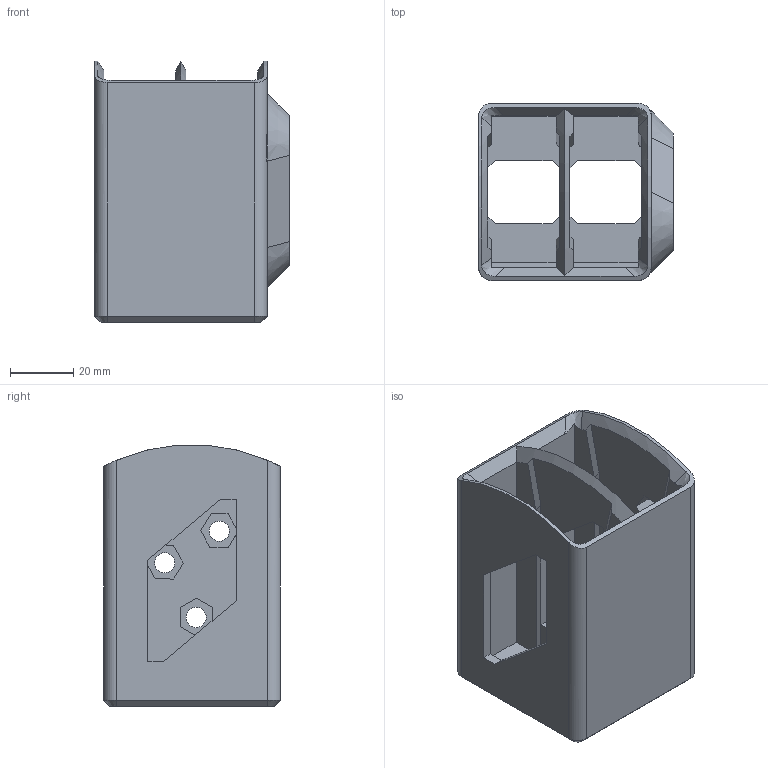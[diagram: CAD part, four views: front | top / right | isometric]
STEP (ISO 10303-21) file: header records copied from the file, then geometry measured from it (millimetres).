
FILE_DESCRIPTION(/* description */ (''),/* implementation_level */ '2;1');
FILE_NAME(/* name */ '2x Talon Holder ELS TPU.step',/* time_stamp */ '2023-02-26T17:39:59-08:00',/* author */ (''),/* organization */ (''),/* preprocessor_version */ 'ST-DEVELOPER v19.2',/* originating_system */ 'Autodesk Translation Framework v11.17.0.187',/* authorisation */ '');
FILE_SCHEMA (('AUTOMOTIVE_DESIGN { 1 0 10303 214 3 1 1 }'));
Length unit declared in the file: millimetre
Products named in the file (1): TPU Talon Holder ELS
Bounding box: 61.6 x 56 x 82.81 mm (x, y, z)
Volume: 80076.8 mm3; surface area: 40337.2 mm2
Topology: 1 solids, 1 shells, 148 faces, 406 edges, 257 vertices
Faces by surface type: plane 115, bspline 16, cylinder 10, cone 7
Full cylindrical faces by diameter (mm): 6.4 x3
Entity records: 5170 total; most frequent: CARTESIAN_POINT 1506, ORIENTED_EDGE 812, DIRECTION 659, EDGE_CURVE 406, LINE 303, VECTOR 303, VERTEX_POINT 257, AXIS2_PLACEMENT_3D 178
